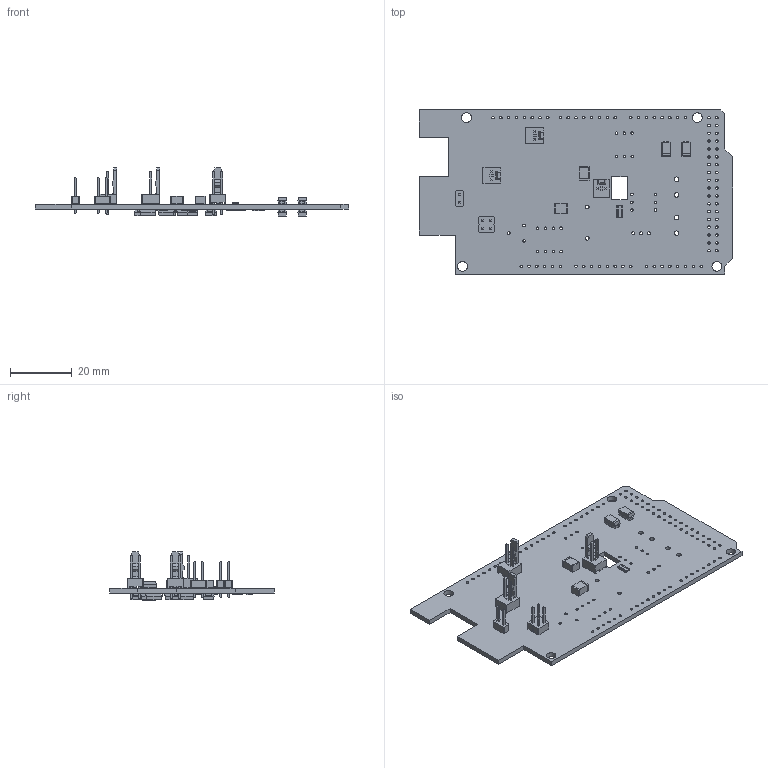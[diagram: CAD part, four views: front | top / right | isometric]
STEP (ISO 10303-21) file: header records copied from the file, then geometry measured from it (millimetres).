
FILE_DESCRIPTION(('KiCad electronic assembly'),'2;1');
FILE_NAME('LATE Destilador Shield.step','2018-07-22T23:58:40',( 'An Author'),('A Company'),'Open CASCADE STEP processor 6.8', 'KiCad to STEP converter','Unknown');
FILE_SCHEMA(('AUTOMOTIVE_DESIGN_CC2 { 1 2 10303 214 -1 1 5 4 }'));
Length unit declared in the file: millimetre
Products named in the file (19): Open CASCADE STEP translator 6.8 1; C_1812; SOLID; D_SMA; D_SMB; Pin_Header_Straight_2x02_Pitch2.54mm; Molex_KK-6410-02_02x2.54mm_Straight; COMPOUND; Pin_Header_Straight_2x01_Pitch2.54mm; R_1508_Wide; Potentiometer_Trimmer_ACP_CA6v_Horizontal; DIP-8_W7.62mm; DIP-6_W7.62mm
Assembly tree (40 placements, depth 3):
  Open CASCADE STEP translator 6.8 1
    C_1812  x2
      SOLID
    D_SMA  x4
      SOLID
    D_SMB  x8
      SOLID
    Pin_Header_Straight_2x02_Pitch2.54mm
      SOLID
    Molex_KK-6410-02_02x2.54mm_Straight  x3
      COMPOUND
    Pin_Header_Straight_2x01_Pitch2.54mm
      SOLID
    R_1508_Wide  x9
      SOLID
    Potentiometer_Trimmer_ACP_CA6v_Horizontal
    DIP-8_W7.62mm
    DIP-6_W7.62mm  x2
    COMPOUND
Bounding box: 101.6 x 53.35 x 15.62 mm (x, y, z)
Volume: 8885.7 mm3; surface area: 13390.3 mm2
Topology: 29 solids, 29 shells, 1293 faces, 3393 edges, 2198 vertices
Faces by surface type: plane 884, cylinder 289, bspline 120
Full cylindrical faces by diameter (mm): 0.8 x20, 0.813 x82, 0.9 x3, 1 x9, 1.199 x2, 1.2 x6, 1.52 x4, 3.175 x4
Entity records: 39225 total; most frequent: CARTESIAN_POINT 9863, DIRECTION 4936, LINE 2965, VECTOR 2965, ORIENTED_EDGE 2582, PCURVE 2582, DEFINITIONAL_REPRESENTATION 2582, EDGE_CURVE 1291
